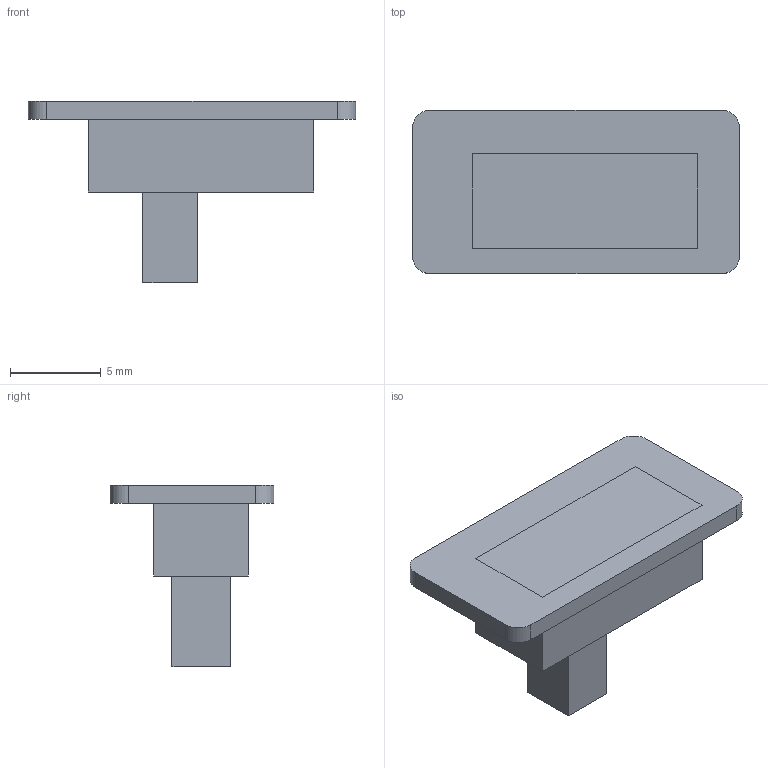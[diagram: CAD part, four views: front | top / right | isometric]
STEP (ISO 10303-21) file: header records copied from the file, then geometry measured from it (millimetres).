
FILE_DESCRIPTION(/* description */ (''),/* implementation_level */ '2;1');
FILE_NAME(/* name */ 'key v8.step',/* time_stamp */ '2025-05-09T23:31:28+08:00',/* author */ (''),/* organization */ (''),/* preprocessor_version */ 'ST-DEVELOPER v20.1',/* originating_system */ 'Autodesk Translation Framework v14.4.0.0',/* authorisation */ '');
FILE_SCHEMA (('AUTOMOTIVE_DESIGN { 1 0 10303 214 3 1 1 }'));
Length unit declared in the file: millimetre
Products named in the file (1): key
Bounding box: 18 x 9 x 10 mm (x, y, z)
Volume: 447.8 mm3; surface area: 669.9 mm2
Topology: 2 solids, 2 shells, 30 faces, 72 edges, 48 vertices
Faces by surface type: plane 24, cylinder 6
Entity records: 904 total; most frequent: CARTESIAN_POINT 151, DIRECTION 146, ORIENTED_EDGE 144, EDGE_CURVE 72, LINE 60, VECTOR 60, VERTEX_POINT 48, AXIS2_PLACEMENT_3D 43
